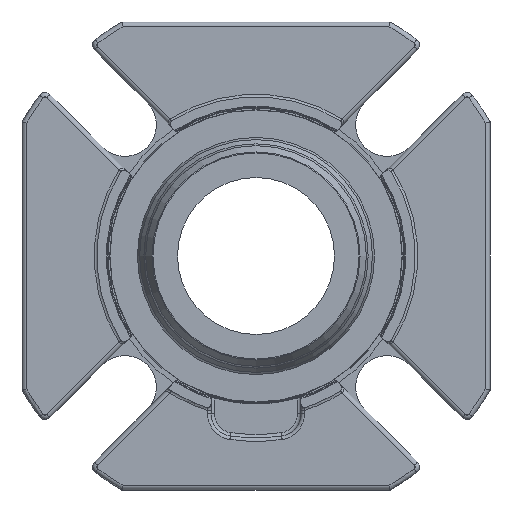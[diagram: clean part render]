
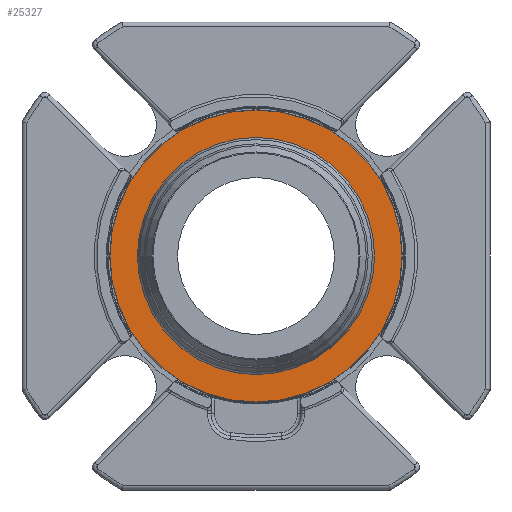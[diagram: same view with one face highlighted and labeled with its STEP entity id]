
A CAD part, left-side view. The second image highlights one B-rep face of the part: STEP entity #25327.
In plain terms, the highlighted planar face has unit normal (-1, 0, 0).
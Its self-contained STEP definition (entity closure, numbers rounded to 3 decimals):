
#3530=PLANE('',#27289);
#8748=ORIENTED_EDGE('',*,*,#11407,.F.);
#8749=ORIENTED_EDGE('',*,*,#11406,.T.);
#11406=EDGE_CURVE('',#13074,#13074,#14040,.T.);
#11407=EDGE_CURVE('',#13075,#13075,#14041,.F.);
#13074=VERTEX_POINT('',#41322);
#13075=VERTEX_POINT('',#41325);
#14040=CIRCLE('',#27288,32.5);
#14041=CIRCLE('',#27290,26.378);
#15196=EDGE_LOOP('',(#8748));
#15197=EDGE_LOOP('',(#8749));
#16379=FACE_BOUND('',#15196,.T.);
#16380=FACE_BOUND('',#15197,.T.);
#25327=ADVANCED_FACE('',(#16379,#16380),#3530,.F.);
#27288=AXIS2_PLACEMENT_3D('',#41321,#32389,#32390);
#27289=AXIS2_PLACEMENT_3D('',#41323,#32391,#32392);
#27290=AXIS2_PLACEMENT_3D('',#41324,#32393,#32394);
#32389=DIRECTION('',(-1.,0.,0.));
#32390=DIRECTION('',(0.,1.,0.));
#32391=DIRECTION('',(1.,0.,0.));
#32392=DIRECTION('',(0.,-1.,0.));
#32393=DIRECTION('',(1.,0.,0.));
#32394=DIRECTION('',(0.,0.,-1.));
#41321=CARTESIAN_POINT('',(38.633,0.,0.));
#41322=CARTESIAN_POINT('',(38.633,32.5,0.));
#41323=CARTESIAN_POINT('',(38.633,32.5,0.));
#41324=CARTESIAN_POINT('',(38.633,0.,0.));
#41325=CARTESIAN_POINT('',(38.633,0.,-26.378));
